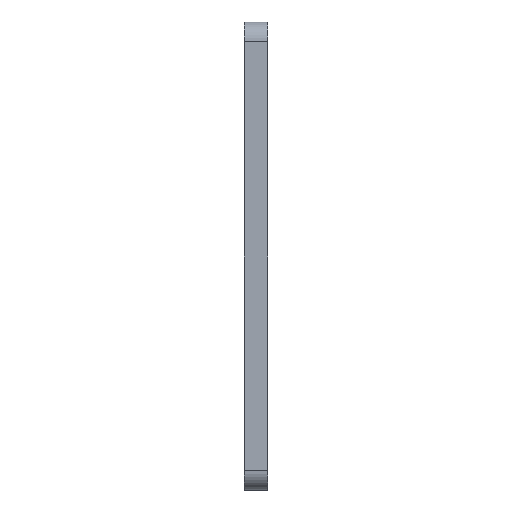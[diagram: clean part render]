
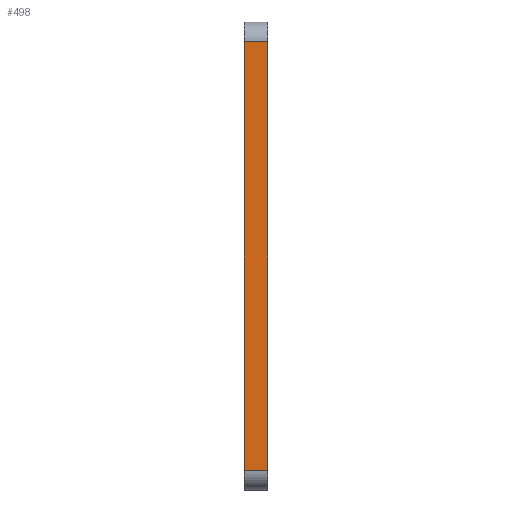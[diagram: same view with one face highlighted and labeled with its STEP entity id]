
A CAD part, left-side view. The second image highlights one B-rep face of the part: STEP entity #498.
In plain terms, the highlighted planar face has unit normal (-1, 0, 0).
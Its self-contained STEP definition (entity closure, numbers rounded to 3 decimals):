
#2 = CARTESIAN_POINT ( 'NONE',  ( -55.88, -1.905, -34.925 ) ) ;
#3 = EDGE_CURVE ( 'NONE', #92, #482, #698, .T. ) ;
#37 = DIRECTION ( 'NONE',  ( 1., 0., 0. ) ) ;
#49 = CARTESIAN_POINT ( 'NONE',  ( -55.88, -1.905, 38.1 ) ) ;
#82 = LINE ( 'NONE', #912, #208 ) ;
#92 = VERTEX_POINT ( 'NONE', #445 ) ;
#191 = VECTOR ( 'NONE', #508, 1000. ) ;
#197 = EDGE_CURVE ( 'NONE', #428, #92, #379, .T. ) ;
#203 = AXIS2_PLACEMENT_3D ( 'NONE', #790, #37, #942 ) ;
#208 = VECTOR ( 'NONE', #319, 1000. ) ;
#252 = LINE ( 'NONE', #565, #191 ) ;
#275 = CARTESIAN_POINT ( 'NONE',  ( -55.88, 1.905, 34.925 ) ) ;
#310 = ORIENTED_EDGE ( 'NONE', *, *, #772, .T. ) ;
#313 = DIRECTION ( 'NONE',  ( 0., 0., 1. ) ) ;
#319 = DIRECTION ( 'NONE',  ( 0., -1., 0. ) ) ;
#379 = LINE ( 'NONE', #49, #646 ) ;
#425 = EDGE_LOOP ( 'NONE', ( #542, #310, #768, #611 ) ) ;
#428 = VERTEX_POINT ( 'NONE', #2 ) ;
#440 = FACE_OUTER_BOUND ( 'NONE', #425, .T. ) ;
#445 = CARTESIAN_POINT ( 'NONE',  ( -55.88, -1.905, 34.925 ) ) ;
#482 = VERTEX_POINT ( 'NONE', #275 ) ;
#498 = ADVANCED_FACE ( 'NONE', ( #440 ), #781, .F. ) ;
#508 = DIRECTION ( 'NONE',  ( 0., 0., 1. ) ) ;
#542 = ORIENTED_EDGE ( 'NONE', *, *, #782, .F. ) ;
#565 = CARTESIAN_POINT ( 'NONE',  ( -55.88, 1.905, 38.1 ) ) ;
#611 = ORIENTED_EDGE ( 'NONE', *, *, #3, .T. ) ;
#646 = VECTOR ( 'NONE', #313, 1000. ) ;
#698 = LINE ( 'NONE', #1041, #1056 ) ;
#761 = VERTEX_POINT ( 'NONE', #1093 ) ;
#768 = ORIENTED_EDGE ( 'NONE', *, *, #197, .T. ) ;
#772 = EDGE_CURVE ( 'NONE', #761, #428, #82, .T. ) ;
#781 = PLANE ( 'NONE',  #203 ) ;
#782 = EDGE_CURVE ( 'NONE', #761, #482, #252, .T. ) ;
#790 = CARTESIAN_POINT ( 'NONE',  ( -55.88, 1.905, 38.1 ) ) ;
#912 = CARTESIAN_POINT ( 'NONE',  ( -55.88, 1.905, -34.925 ) ) ;
#942 = DIRECTION ( 'NONE',  ( 0., 0., -1. ) ) ;
#1041 = CARTESIAN_POINT ( 'NONE',  ( -55.88, 1.905, 34.925 ) ) ;
#1051 = DIRECTION ( 'NONE',  ( 0., 1., 0. ) ) ;
#1056 = VECTOR ( 'NONE', #1051, 1000. ) ;
#1093 = CARTESIAN_POINT ( 'NONE',  ( -55.88, 1.905, -34.925 ) ) ;
